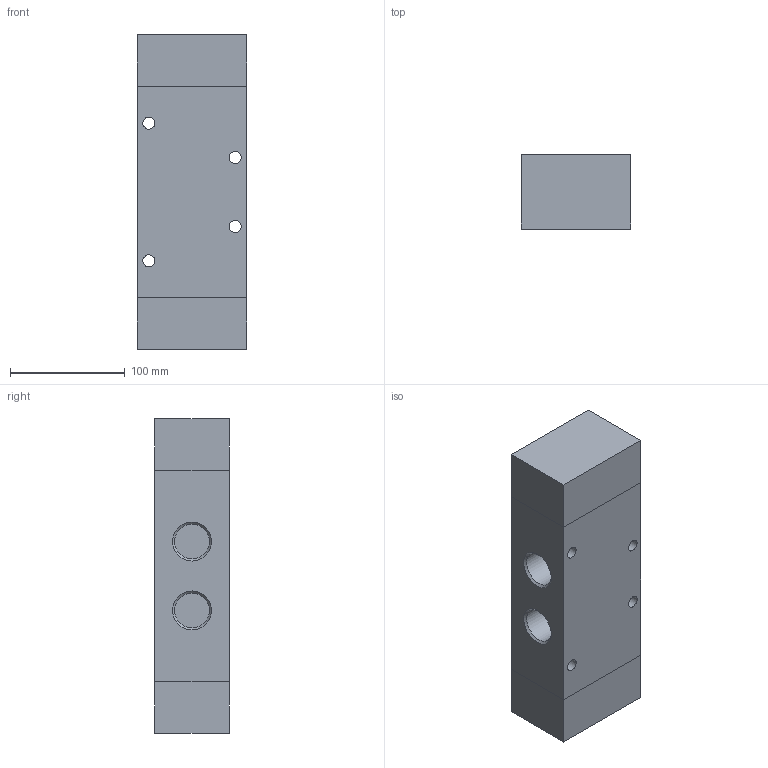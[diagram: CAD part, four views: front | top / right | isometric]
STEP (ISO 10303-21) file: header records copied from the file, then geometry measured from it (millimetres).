
FILE_DESCRIPTION((''),'2;1');
FILE_NAME('211_53_##_11_11.stp','2006-12-19T09:20:15',('rivolro1'),(''),'Autodesk Inventor 11','Autodesk Inventor 11','');
FILE_SCHEMA(('AUTOMOTIVE_DESIGN { 1 0 10303 214 1 1 1 1 }'));
Length unit declared in the file: millimetre
Products named in the file (1): 211_53_##_11_11
Bounding box: 95 x 65 x 274 mm (x, y, z)
Volume: 1580720.6 mm3; surface area: 119315.9 mm2
Topology: 1 solids, 1 shells, 41 faces, 83 edges, 53 vertices
Faces by surface type: bspline 23, plane 12, cylinder 5, cone 1
Full cylindrical faces by diameter (mm): 8.566 x1, 10.5 x4
Entity records: 1175 total; most frequent: CARTESIAN_POINT 397, DIRECTION 132, ORIENTED_EDGE 130, EDGE_LOOP 76, EDGE_CURVE 65, VERTEX_POINT 53, AXIS2_PLACEMENT_3D 48, FACE_OUTER_BOUND 41
